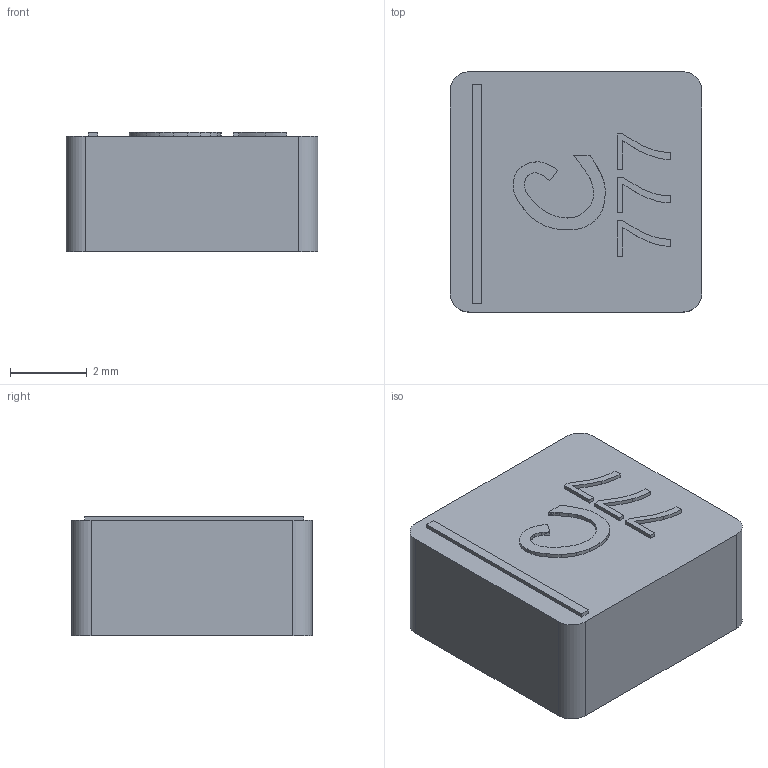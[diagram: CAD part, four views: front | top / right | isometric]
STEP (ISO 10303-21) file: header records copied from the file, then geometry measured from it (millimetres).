
FILE_DESCRIPTION(('FreeCAD Model'),'2;1');
FILE_NAME('Fusion.step', '2020-12-24T01:20:53',('kicad StepUp'),('ksu MCAD'), 'Open CASCADE STEP processor 7.3','FreeCAD','Unknown');
FILE_SCHEMA(('AUTOMOTIVE_DESIGN { 1 0 10303 214 1 1 1 1 }'));
Length unit declared in the file: millimetre
Products named in the file (1): Fusion
Bounding box: 6.56 x 6.26 x 3.1 mm (x, y, z)
Volume: 123 mm3; surface area: 159.9 mm2
Topology: 1 solids, 1 shells, 91 faces, 266 edges, 172 vertices
Faces by surface type: extrusion 74, plane 13, cylinder 4
Entity records: 3730 total; most frequent: CARTESIAN_POINT 1013, ORIENTED_EDGE 508, EDGE_CURVE 254, DIRECTION 224, B_SPLINE_CURVE_WITH_KNOTS 222, VERTEX_POINT 172, VECTOR 172, FACE_BOUND 98
